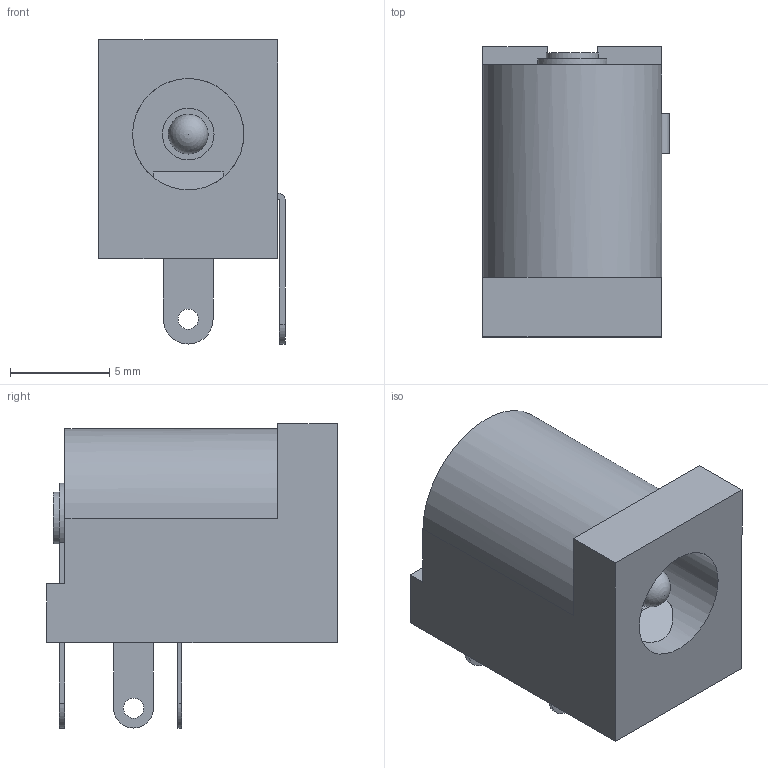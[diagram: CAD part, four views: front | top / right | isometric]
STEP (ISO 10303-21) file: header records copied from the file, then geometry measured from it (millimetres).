
FILE_DESCRIPTION(/* description */ (''),/* implementation_level */ '2;1');
FILE_NAME(/* name */ 'EJ503A.step',/* time_stamp */ '2020-09-20T17:46:00+02:00',/* author */ (''),/* organization */ (''),/* preprocessor_version */ 'ST-DEVELOPER v18.1',/* originating_system */ 'Autodesk Translation Framework v9.3.0.1241',/* authorisation */ '');
FILE_SCHEMA (('AUTOMOTIVE_DESIGN { 1 0 10303 214 3 1 1 }'));
Length unit declared in the file: millimetre
Products named in the file (2): (Unsaved); Component1
Assembly tree (1 placements, depth 2):
  (Unsaved)
    Component1
Bounding box: 9.38 x 14.62 x 15.3 mm (x, y, z)
Volume: 1061.5 mm3; surface area: 1046.3 mm2
Topology: 1 solids, 1 shells, 54 faces, 136 edges, 89 vertices
Faces by surface type: plane 39, cylinder 14, sphere 1
Full cylindrical faces by diameter (mm): 1.02 x3, 2 x1, 2.6 x2, 5.6 x1
Entity records: 1681 total; most frequent: DIRECTION 283, CARTESIAN_POINT 281, ORIENTED_EDGE 270, EDGE_CURVE 135, LINE 101, VECTOR 101, AXIS2_PLACEMENT_3D 91, VERTEX_POINT 89
